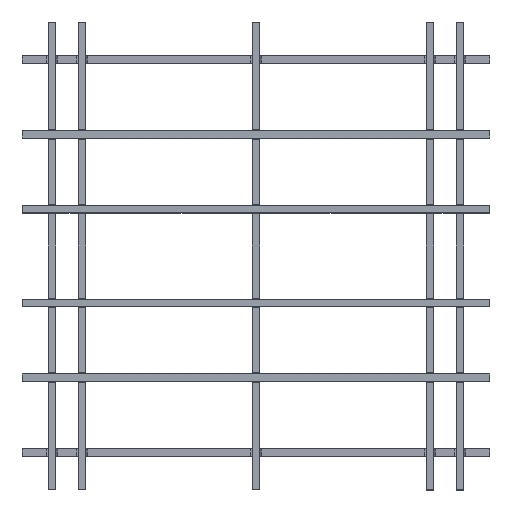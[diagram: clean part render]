
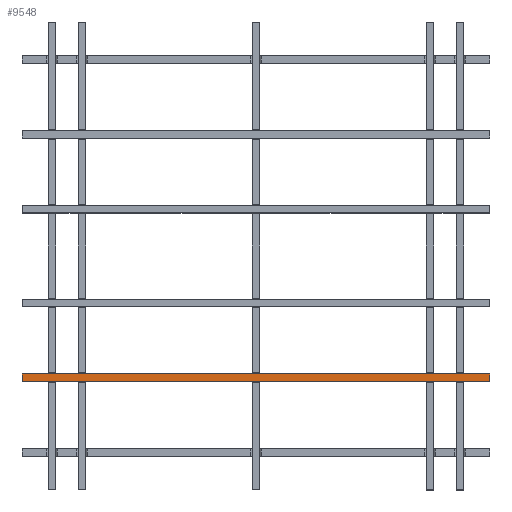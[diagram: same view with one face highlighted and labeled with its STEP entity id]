
A CAD part, top view. The second image highlights one B-rep face of the part: STEP entity #9548.
In plain terms, the highlighted planar face has unit normal (0, 0, 1).
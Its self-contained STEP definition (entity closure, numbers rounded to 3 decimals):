
#258=PLANE('',#10227);
#672=FACE_OUTER_BOUND('',#1170,.T.);
#1170=EDGE_LOOP('',(#7501,#7502,#7503,#7504));
#1840=LINE('',#14203,#3014);
#1892=LINE('',#14342,#3066);
#1937=LINE('',#14432,#3111);
#1938=LINE('',#14434,#3112);
#3014=VECTOR('',#11483,10.);
#3066=VECTOR('',#11577,10.);
#3111=VECTOR('',#11694,10.);
#3112=VECTOR('',#11697,10.);
#4358=VERTEX_POINT('',#14200);
#4359=VERTEX_POINT('',#14202);
#4424=VERTEX_POINT('',#14339);
#4425=VERTEX_POINT('',#14341);
#5438=EDGE_CURVE('',#4359,#4358,#1840,.T.);
#5508=EDGE_CURVE('',#4425,#4424,#1892,.T.);
#5553=EDGE_CURVE('',#4424,#4359,#1937,.T.);
#5554=EDGE_CURVE('',#4358,#4425,#1938,.T.);
#7501=ORIENTED_EDGE('',*,*,#5438,.T.);
#7502=ORIENTED_EDGE('',*,*,#5554,.T.);
#7503=ORIENTED_EDGE('',*,*,#5508,.T.);
#7504=ORIENTED_EDGE('',*,*,#5553,.T.);
#9548=ADVANCED_FACE('',(#672),#258,.T.);
#10227=AXIS2_PLACEMENT_3D('',#14435,#11698,#11699);
#11483=DIRECTION('',(-1.,0.,0.));
#11577=DIRECTION('',(1.,0.,0.));
#11694=DIRECTION('',(0.,1.,0.));
#11697=DIRECTION('',(0.,-1.,0.));
#11698=DIRECTION('center_axis',(0.,0.,1.));
#11699=DIRECTION('ref_axis',(1.,0.,0.));
#14200=CARTESIAN_POINT('',(-125.,2.,20.));
#14202=CARTESIAN_POINT('',(125.,2.,20.));
#14203=CARTESIAN_POINT('',(-125.,2.,20.));
#14339=CARTESIAN_POINT('',(125.,-2.,20.));
#14341=CARTESIAN_POINT('',(-125.,-2.,20.));
#14342=CARTESIAN_POINT('',(125.,-2.,20.));
#14432=CARTESIAN_POINT('',(125.,2.,20.));
#14434=CARTESIAN_POINT('',(-125.,-2.,20.));
#14435=CARTESIAN_POINT('Origin',(0.,0.,20.));
